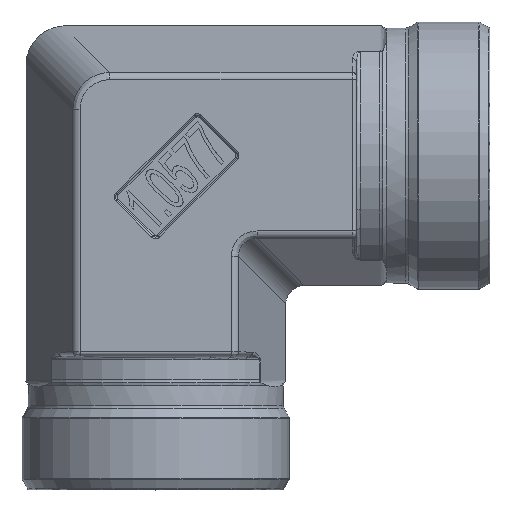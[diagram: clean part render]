
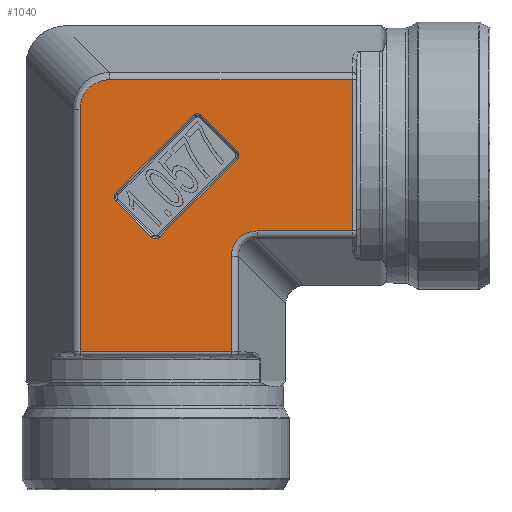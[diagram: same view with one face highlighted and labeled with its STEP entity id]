
A CAD part, top view. The second image highlights one B-rep face of the part: STEP entity #1040.
In plain terms, the highlighted planar face has unit normal (0, 0, 1).
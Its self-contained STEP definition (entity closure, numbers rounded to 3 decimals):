
#123=PLANE('',#4326);
#225=FACE_BOUND('',#1560,.T.);
#226=FACE_BOUND('',#1561,.T.);
#430=ELLIPSE('',#4324,7.873,7.);
#431=ELLIPSE('',#4325,8.998,8.);
#474=LINE('',#6669,#652);
#475=LINE('',#6674,#653);
#476=LINE('',#6678,#654);
#477=LINE('',#6682,#655);
#478=LINE('',#6685,#656);
#479=LINE('',#6688,#657);
#480=LINE('',#6690,#658);
#481=LINE('',#6694,#659);
#482=LINE('',#6696,#660);
#483=LINE('',#6698,#661);
#652=VECTOR('',#4868,1.);
#653=VECTOR('',#4871,1.);
#654=VECTOR('',#4874,1.);
#655=VECTOR('',#4877,1.);
#656=VECTOR('',#4880,1.);
#657=VECTOR('',#4881,1.);
#658=VECTOR('',#4882,1.);
#659=VECTOR('',#4885,1.);
#660=VECTOR('',#4886,1.);
#661=VECTOR('',#4887,1.);
#867=CIRCLE('',#4320,1.4);
#868=CIRCLE('',#4321,1.4);
#869=CIRCLE('',#4322,1.4);
#870=CIRCLE('',#4323,1.4);
#1040=ADVANCED_FACE('',(#225,#226),#123,.T.);
#1560=EDGE_LOOP('',(#2044,#2045,#2046,#2047,#2048,#2049,#2050,#2051));
#1561=EDGE_LOOP('',(#2052,#2053,#2054,#2055,#2056,#2057,#2058,#2059));
#2044=ORIENTED_EDGE('',*,*,#3609,.T.);
#2045=ORIENTED_EDGE('',*,*,#3610,.T.);
#2046=ORIENTED_EDGE('',*,*,#3611,.T.);
#2047=ORIENTED_EDGE('',*,*,#3612,.T.);
#2048=ORIENTED_EDGE('',*,*,#3613,.T.);
#2049=ORIENTED_EDGE('',*,*,#3614,.T.);
#2050=ORIENTED_EDGE('',*,*,#3615,.T.);
#2051=ORIENTED_EDGE('',*,*,#3616,.T.);
#2052=ORIENTED_EDGE('',*,*,#3617,.F.);
#2053=ORIENTED_EDGE('',*,*,#3618,.T.);
#2054=ORIENTED_EDGE('',*,*,#3619,.T.);
#2055=ORIENTED_EDGE('',*,*,#3620,.T.);
#2056=ORIENTED_EDGE('',*,*,#3621,.T.);
#2057=ORIENTED_EDGE('',*,*,#3622,.T.);
#2058=ORIENTED_EDGE('',*,*,#3623,.T.);
#2059=ORIENTED_EDGE('',*,*,#3624,.F.);
#3198=VERTEX_POINT('',#6670);
#3199=VERTEX_POINT('',#6671);
#3200=VERTEX_POINT('',#6673);
#3201=VERTEX_POINT('',#6675);
#3202=VERTEX_POINT('',#6677);
#3203=VERTEX_POINT('',#6679);
#3204=VERTEX_POINT('',#6681);
#3205=VERTEX_POINT('',#6683);
#3206=VERTEX_POINT('',#6686);
#3207=VERTEX_POINT('',#6687);
#3208=VERTEX_POINT('',#6689);
#3209=VERTEX_POINT('',#6691);
#3210=VERTEX_POINT('',#6693);
#3211=VERTEX_POINT('',#6695);
#3212=VERTEX_POINT('',#6697);
#3213=VERTEX_POINT('',#6699);
#3609=EDGE_CURVE('',#3198,#3199,#474,.T.);
#3610=EDGE_CURVE('',#3199,#3200,#867,.T.);
#3611=EDGE_CURVE('',#3200,#3201,#475,.T.);
#3612=EDGE_CURVE('',#3201,#3202,#868,.T.);
#3613=EDGE_CURVE('',#3202,#3203,#476,.T.);
#3614=EDGE_CURVE('',#3203,#3204,#869,.T.);
#3615=EDGE_CURVE('',#3204,#3205,#477,.T.);
#3616=EDGE_CURVE('',#3205,#3198,#870,.T.);
#3617=EDGE_CURVE('',#3206,#3207,#478,.T.);
#3618=EDGE_CURVE('',#3206,#3208,#479,.T.);
#3619=EDGE_CURVE('',#3208,#3209,#480,.T.);
#3620=EDGE_CURVE('',#3209,#3210,#430,.T.);
#3621=EDGE_CURVE('',#3210,#3211,#481,.T.);
#3622=EDGE_CURVE('',#3211,#3212,#482,.T.);
#3623=EDGE_CURVE('',#3212,#3213,#483,.T.);
#3624=EDGE_CURVE('',#3207,#3213,#431,.T.);
#4320=AXIS2_PLACEMENT_3D('',#6672,#4869,#4870);
#4321=AXIS2_PLACEMENT_3D('',#6676,#4872,#4873);
#4322=AXIS2_PLACEMENT_3D('',#6680,#4875,#4876);
#4323=AXIS2_PLACEMENT_3D('',#6684,#4878,#4879);
#4324=AXIS2_PLACEMENT_3D('',#6692,#4883,#4884);
#4325=AXIS2_PLACEMENT_3D('',#6700,#4888,#4889);
#4326=AXIS2_PLACEMENT_3D('',#6701,#4890,#4891);
#4868=DIRECTION('',(-0.707,-0.707,0.));
#4869=DIRECTION('',(0.,0.,-1.));
#4870=DIRECTION('',(1.,0.,0.));
#4871=DIRECTION('',(-0.707,0.707,0.));
#4872=DIRECTION('',(0.,0.,-1.));
#4873=DIRECTION('',(1.,0.,0.));
#4874=DIRECTION('',(0.707,0.707,0.));
#4875=DIRECTION('',(0.,0.,-1.));
#4876=DIRECTION('',(1.,0.,0.));
#4877=DIRECTION('',(0.707,-0.707,0.));
#4878=DIRECTION('',(0.,0.,-1.));
#4879=DIRECTION('',(1.,0.,0.));
#4880=DIRECTION('',(0.,1.,0.));
#4881=DIRECTION('',(1.,0.,0.));
#4882=DIRECTION('',(0.,1.,0.));
#4883=DIRECTION('',(0.,0.,-1.));
#4884=DIRECTION('',(0.707,-0.707,0.));
#4885=DIRECTION('',(1.,0.,0.));
#4886=DIRECTION('',(0.,1.,0.));
#4887=DIRECTION('',(-1.,0.,0.));
#4888=DIRECTION('',(0.,0.,-1.));
#4889=DIRECTION('',(-0.707,0.707,0.));
#4890=DIRECTION('',(0.,0.,1.));
#4891=DIRECTION('',(1.,0.,0.));
#6669=CARTESIAN_POINT('',(0.264,-21.478,35.));
#6670=CARTESIAN_POINT('',(20.771,-0.972,35.));
#6671=CARTESIAN_POINT('',(0.972,-20.771,35.));
#6672=CARTESIAN_POINT('',(-0.018,-19.781,35.));
#6673=CARTESIAN_POINT('',(-1.008,-20.771,35.));
#6674=CARTESIAN_POINT('',(-10.908,-10.871,35.));
#6675=CARTESIAN_POINT('',(-10.201,-11.578,35.));
#6676=CARTESIAN_POINT('',(-9.211,-10.588,35.));
#6677=CARTESIAN_POINT('',(-10.201,-9.598,35.));
#6678=CARTESIAN_POINT('',(10.305,10.908,35.));
#6679=CARTESIAN_POINT('',(9.598,10.201,35.));
#6680=CARTESIAN_POINT('',(10.588,9.211,35.));
#6681=CARTESIAN_POINT('',(11.578,10.201,35.));
#6682=CARTESIAN_POINT('',(21.478,0.301,35.));
#6683=CARTESIAN_POINT('',(20.771,1.008,35.));
#6684=CARTESIAN_POINT('',(19.781,0.018,35.));
#6685=CARTESIAN_POINT('',(-19.225,20.625,35.));
#6686=CARTESIAN_POINT('',(-19.225,-50.,35.));
#6687=CARTESIAN_POINT('',(-19.225,11.707,35.));
#6688=CARTESIAN_POINT('',(15.187,-50.,35.));
#6689=CARTESIAN_POINT('',(19.225,-50.,35.));
#6690=CARTESIAN_POINT('',(19.225,20.625,35.));
#6691=CARTESIAN_POINT('',(19.225,-25.802,35.));
#6692=CARTESIAN_POINT('',(26.674,-26.674,35.));
#6693=CARTESIAN_POINT('',(25.802,-19.225,35.));
#6694=CARTESIAN_POINT('',(15.187,-19.225,35.));
#6695=CARTESIAN_POINT('',(50.,-19.225,35.));
#6696=CARTESIAN_POINT('',(50.,19.225,35.));
#6697=CARTESIAN_POINT('',(50.,19.225,35.));
#6698=CARTESIAN_POINT('',(15.187,19.225,35.));
#6699=CARTESIAN_POINT('',(-11.707,19.225,35.));
#6700=CARTESIAN_POINT('',(-10.711,10.711,35.));
#6701=CARTESIAN_POINT('',(15.187,20.625,35.));
